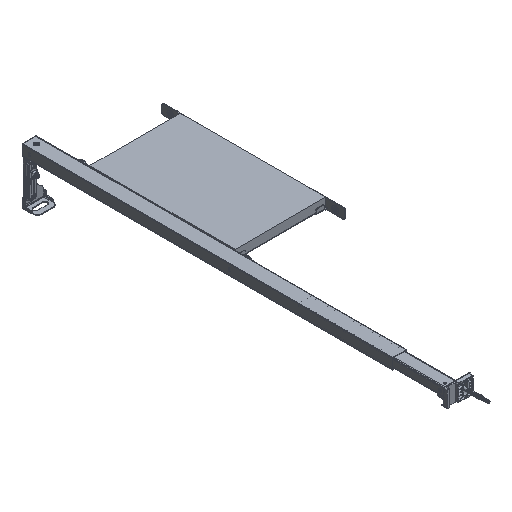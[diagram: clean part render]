
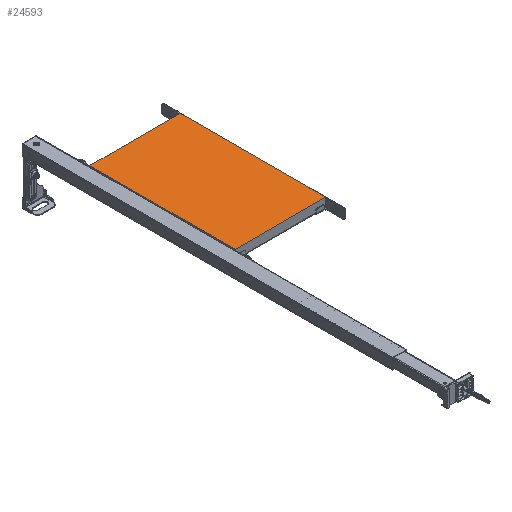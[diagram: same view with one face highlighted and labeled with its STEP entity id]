
A CAD part, isometric view. The second image highlights one B-rep face of the part: STEP entity #24593.
In plain terms, the highlighted planar face has unit normal (0, 0, 1).
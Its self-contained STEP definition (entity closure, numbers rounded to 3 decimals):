
#24351=DIRECTION('',(-1.,0.,0.));
#24352=VECTOR('',#24351,250.);
#24353=CARTESIAN_POINT('',(272.,365.,15.));
#24354=LINE('',#24353,#24352);
#24355=DIRECTION('',(0.,1.,0.));
#24356=VECTOR('',#24355,400.);
#24357=CARTESIAN_POINT('',(272.,-35.,15.));
#24358=LINE('',#24357,#24356);
#24359=DIRECTION('',(1.,0.,0.));
#24360=VECTOR('',#24359,250.);
#24361=CARTESIAN_POINT('',(22.,-35.,15.));
#24362=LINE('',#24361,#24360);
#24363=DIRECTION('',(0.,-1.,0.));
#24364=VECTOR('',#24363,400.);
#24365=CARTESIAN_POINT('',(22.,365.,15.));
#24366=LINE('',#24365,#24364);
#24367=CARTESIAN_POINT('',(272.,365.,15.));
#24368=CARTESIAN_POINT('',(22.,365.,15.));
#24369=VERTEX_POINT('',#24367);
#24370=VERTEX_POINT('',#24368);
#24371=CARTESIAN_POINT('',(22.,-35.,15.));
#24372=VERTEX_POINT('',#24371);
#24373=CARTESIAN_POINT('',(272.,-35.,15.));
#24374=VERTEX_POINT('',#24373);
#24582=CARTESIAN_POINT('',(147.,165.,15.));
#24583=DIRECTION('',(0.,0.,1.));
#24584=DIRECTION('',(0.,-1.,0.));
#24585=AXIS2_PLACEMENT_3D('',#24582,#24583,#24584);
#24586=PLANE('',#24585);
#24587=ORIENTED_EDGE('',*,*,#24486,.F.);
#24588=ORIENTED_EDGE('',*,*,#24509,.F.);
#24589=ORIENTED_EDGE('',*,*,#24549,.F.);
#24590=ORIENTED_EDGE('',*,*,#24569,.F.);
#24591=EDGE_LOOP('',(#24587,#24588,#24589,#24590));
#24592=FACE_OUTER_BOUND('',#24591,.F.);
#24593=ADVANCED_FACE('',(#24592),#24586,.T.);
#24486=EDGE_CURVE('',#24369,#24370,#24354,.T.);
#24509=EDGE_CURVE('',#24374,#24369,#24358,.T.);
#24549=EDGE_CURVE('',#24372,#24374,#24362,.T.);
#24569=EDGE_CURVE('',#24370,#24372,#24366,.T.);
